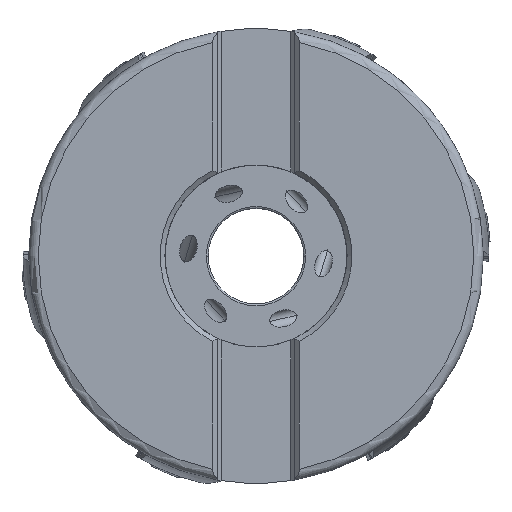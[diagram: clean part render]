
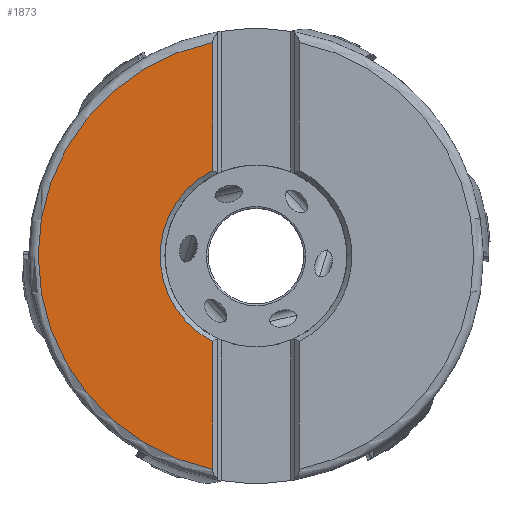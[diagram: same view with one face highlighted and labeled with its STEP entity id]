
A CAD part, top view. The second image highlights one B-rep face of the part: STEP entity #1873.
In plain terms, the highlighted planar face has unit normal (0, 0, 1).
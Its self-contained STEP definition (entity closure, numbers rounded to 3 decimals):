
#1294=PLANE('',#25069);
#1873=ADVANCED_FACE('',(#3328),#1294,.T.);
#3328=FACE_OUTER_BOUND('',#4596,.T.);
#4596=EDGE_LOOP('',(#11866,#11867,#11868,#11869));
#6080=CIRCLE('',#25066,45.625);
#6081=CIRCLE('',#25068,20.085);
#7626=LINE('',#42987,#8920);
#7627=LINE('',#42989,#8921);
#8920=VECTOR('',#29151,1.);
#8921=VECTOR('',#29152,1.);
#11866=ORIENTED_EDGE('',*,*,#20540,.T.);
#11867=ORIENTED_EDGE('',*,*,#20539,.F.);
#11868=ORIENTED_EDGE('',*,*,#20541,.T.);
#11869=ORIENTED_EDGE('',*,*,#20542,.F.);
#17872=VERTEX_POINT('',#42957);
#17875=VERTEX_POINT('',#42984);
#17876=VERTEX_POINT('',#42988);
#17877=VERTEX_POINT('',#42990);
#20539=EDGE_CURVE('',#17875,#17872,#6080,.T.);
#20540=EDGE_CURVE('',#17876,#17872,#7626,.T.);
#20541=EDGE_CURVE('',#17875,#17877,#7627,.T.);
#20542=EDGE_CURVE('',#17876,#17877,#6081,.T.);
#25066=AXIS2_PLACEMENT_3D('',#42985,#29147,#29148);
#25068=AXIS2_PLACEMENT_3D('',#42991,#29153,#29154);
#25069=AXIS2_PLACEMENT_3D('',#42992,#29155,#29156);
#29147=DIRECTION('',(0.,0.,-1.));
#29148=DIRECTION('',(-0.199,-0.98,0.));
#29151=DIRECTION('',(0.,1.,0.));
#29152=DIRECTION('',(0.,1.,0.));
#29153=DIRECTION('',(0.,0.,1.));
#29154=DIRECTION('',(-0.452,0.892,0.));
#29155=DIRECTION('',(0.,0.,1.));
#29156=DIRECTION('',(1.,0.,0.));
#42957=CARTESIAN_POINT('',(-9.075,44.713,0.));
#42984=CARTESIAN_POINT('',(-9.075,-44.713,0.));
#42985=CARTESIAN_POINT('',(0.,0.,0.));
#42987=CARTESIAN_POINT('',(-9.075,17.918,0.));
#42988=CARTESIAN_POINT('',(-9.075,17.918,0.));
#42989=CARTESIAN_POINT('',(-9.075,-44.713,0.));
#42990=CARTESIAN_POINT('',(-9.075,-17.918,0.));
#42991=CARTESIAN_POINT('',(0.,0.,0.));
#42992=CARTESIAN_POINT('',(-27.351,0.,0.));
